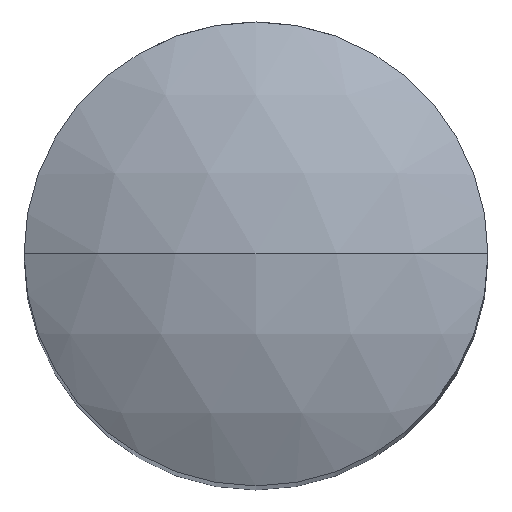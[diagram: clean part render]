
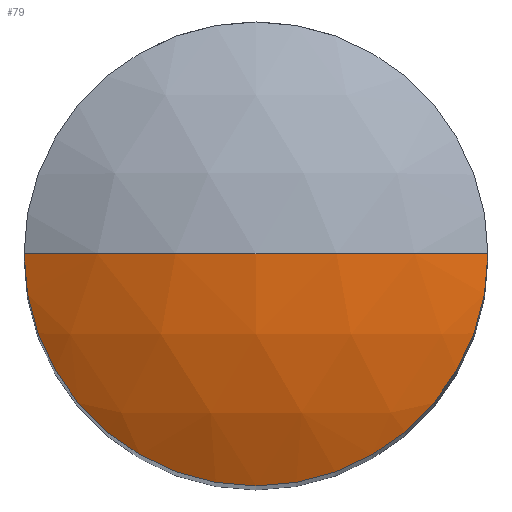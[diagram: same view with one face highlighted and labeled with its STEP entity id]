
A CAD part, top view. The second image highlights one B-rep face of the part: STEP entity #79.
In plain terms, the highlighted spherical face has radius 10 mm.
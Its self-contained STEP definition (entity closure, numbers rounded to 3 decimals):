
#29 = DIRECTION ( 'NONE',  ( -1., 0., 0. ) ) ;
#79 = ADVANCED_FACE ( 'NONE', ( #348 ), #177, .T. ) ;
#116 = CIRCLE ( 'NONE', #477, 10. ) ;
#177 = SPHERICAL_SURFACE ( 'NONE', #546, 10. ) ;
#200 = AXIS2_PLACEMENT_3D ( 'NONE', #838, #454, #29 ) ;
#204 = EDGE_CURVE ( 'NONE', #754, #269, #373, .T. ) ;
#217 = ORIENTED_EDGE ( 'NONE', *, *, #204, .T. ) ;
#239 = EDGE_CURVE ( 'NONE', #754, #370, #116, .T. ) ;
#269 = VERTEX_POINT ( 'NONE', #279 ) ;
#278 = CARTESIAN_POINT ( 'NONE',  ( 5., 0., 26.16 ) ) ;
#279 = CARTESIAN_POINT ( 'NONE',  ( -5., 0., 26.16 ) ) ;
#294 = ORIENTED_EDGE ( 'NONE', *, *, #239, .F. ) ;
#300 = CARTESIAN_POINT ( 'NONE',  ( 0., 0., 27.5 ) ) ;
#348 = FACE_OUTER_BOUND ( 'NONE', #381, .T. ) ;
#370 = VERTEX_POINT ( 'NONE', #278 ) ;
#373 = CIRCLE ( 'NONE', #537, 10. ) ;
#381 = EDGE_LOOP ( 'NONE', ( #294, #217, #520 ) ) ;
#397 = DIRECTION ( 'NONE',  ( 1., 0., 0. ) ) ;
#454 = DIRECTION ( 'NONE',  ( 0., 0., -1. ) ) ;
#477 = AXIS2_PLACEMENT_3D ( 'NONE', #779, #772, #769 ) ;
#520 = ORIENTED_EDGE ( 'NONE', *, *, #806, .F. ) ;
#537 = AXIS2_PLACEMENT_3D ( 'NONE', #852, #848, #839 ) ;
#546 = AXIS2_PLACEMENT_3D ( 'NONE', #641, #596, #397 ) ;
#596 = DIRECTION ( 'NONE',  ( 0., -1., 0. ) ) ;
#641 = CARTESIAN_POINT ( 'NONE',  ( 0., 0., 17.5 ) ) ;
#754 = VERTEX_POINT ( 'NONE', #300 ) ;
#769 = DIRECTION ( 'NONE',  ( 0., 0., 1. ) ) ;
#772 = DIRECTION ( 'NONE',  ( 0., 1., 0. ) ) ;
#779 = CARTESIAN_POINT ( 'NONE',  ( 0., 0., 17.5 ) ) ;
#806 = EDGE_CURVE ( 'NONE', #370, #269, #834, .T. ) ;
#834 = CIRCLE ( 'NONE', #200, 5. ) ;
#838 = CARTESIAN_POINT ( 'NONE',  ( 0., 0., 26.16 ) ) ;
#839 = DIRECTION ( 'NONE',  ( 1., 0., 0. ) ) ;
#848 = DIRECTION ( 'NONE',  ( 0., -1., 0. ) ) ;
#852 = CARTESIAN_POINT ( 'NONE',  ( 0., 0., 17.5 ) ) ;
